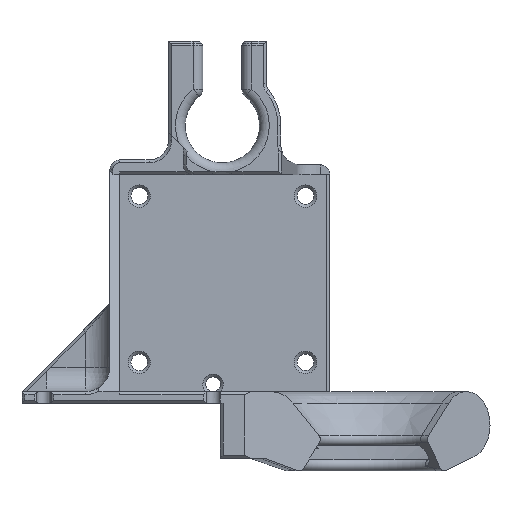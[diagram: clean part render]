
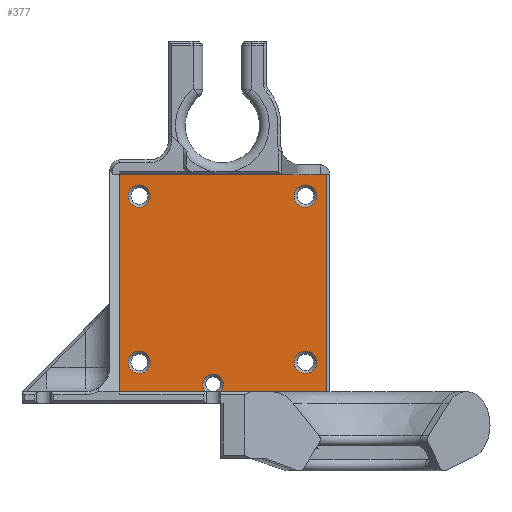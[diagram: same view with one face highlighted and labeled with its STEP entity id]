
A CAD part, left-side view. The second image highlights one B-rep face of the part: STEP entity #377.
In plain terms, the highlighted planar face has unit normal (-1, 0, 0).
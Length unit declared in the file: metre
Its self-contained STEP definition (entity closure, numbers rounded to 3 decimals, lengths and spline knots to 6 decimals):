
#377 = ADVANCED_FACE( '', ( #950, #951, #952, #953, #954 ), #955, .F. );
#950 = FACE_BOUND( '', #2092, .T. );
#951 = FACE_BOUND( '', #2093, .T. );
#952 = FACE_BOUND( '', #2094, .T. );
#953 = FACE_BOUND( '', #2095, .T. );
#954 = FACE_OUTER_BOUND( '', #2096, .T. );
#955 = PLANE( '', #2097 );
#2092 = EDGE_LOOP( '', ( #5100 ) );
#2093 = EDGE_LOOP( '', ( #5101 ) );
#2094 = EDGE_LOOP( '', ( #5102 ) );
#2095 = EDGE_LOOP( '', ( #5103 ) );
#2096 = EDGE_LOOP( '', ( #5104, #5105, #5106, #5107, #5108, #5109 ) );
#2097 = AXIS2_PLACEMENT_3D( '', #5110, #5111, #5112 );
#5100 = ORIENTED_EDGE( '', *, *, #7081, .T. );
#5101 = ORIENTED_EDGE( '', *, *, #6948, .T. );
#5102 = ORIENTED_EDGE( '', *, *, #7082, .T. );
#5103 = ORIENTED_EDGE( '', *, *, #7083, .T. );
#5104 = ORIENTED_EDGE( '', *, *, #7084, .T. );
#5105 = ORIENTED_EDGE( '', *, *, #7085, .T. );
#5106 = ORIENTED_EDGE( '', *, *, #7086, .T. );
#5107 = ORIENTED_EDGE( '', *, *, #7087, .T. );
#5108 = ORIENTED_EDGE( '', *, *, #7088, .T. );
#5109 = ORIENTED_EDGE( '', *, *, #7089, .T. );
#5110 = CARTESIAN_POINT( '', ( 0.0289, 0.014375, 0.05285 ) );
#5111 = DIRECTION( '', ( 1., 0., 0. ) );
#5112 = DIRECTION( '', ( 0., 1., 0. ) );
#6948 = EDGE_CURVE( '', #7917, #7917, #7918, .T. );
#7081 = EDGE_CURVE( '', #8142, #8142, #8143, .T. );
#7082 = EDGE_CURVE( '', #8144, #8144, #8145, .T. );
#7083 = EDGE_CURVE( '', #8146, #8146, #8147, .T. );
#7084 = EDGE_CURVE( '', #8148, #8149, #8150, .T. );
#7085 = EDGE_CURVE( '', #8149, #8151, #8152, .T. );
#7086 = EDGE_CURVE( '', #8151, #8153, #8154, .T. );
#7087 = EDGE_CURVE( '', #8153, #8155, #8156, .T. );
#7088 = EDGE_CURVE( '', #8155, #8157, #8158, .T. );
#7089 = EDGE_CURVE( '', #8157, #8148, #8159, .T. );
#7917 = VERTEX_POINT( '', #9478 );
#7918 = CIRCLE( '', #9479, 0.0023 );
#8142 = VERTEX_POINT( '', #9932 );
#8143 = CIRCLE( '', #9933, 0.0023 );
#8144 = VERTEX_POINT( '', #9934 );
#8145 = CIRCLE( '', #9935, 0.0023 );
#8146 = VERTEX_POINT( '', #9936 );
#8147 = CIRCLE( '', #9937, 0.0023 );
#8148 = VERTEX_POINT( '', #9938 );
#8149 = VERTEX_POINT( '', #9939 );
#8150 = LINE( '', #9940, #9941 );
#8151 = VERTEX_POINT( '', #9942 );
#8152 = CIRCLE( '', #9943, 0.0021 );
#8153 = VERTEX_POINT( '', #9944 );
#8154 = LINE( '', #9945, #9946 );
#8155 = VERTEX_POINT( '', #9947 );
#8156 = LINE( '', #9948, #9949 );
#8157 = VERTEX_POINT( '', #9950 );
#8158 = LINE( '', #9951, #9952 );
#8159 = LINE( '', #9953, #9954 );
#9478 = CARTESIAN_POINT( '', ( 0.0289, 0.04825, 0.0219 ) );
#9479 = AXIS2_PLACEMENT_3D( '', #12172, #12173, #12174 );
#9932 = CARTESIAN_POINT( '', ( 0.0289, 0.04825, 0.0559 ) );
#9933 = AXIS2_PLACEMENT_3D( '', #12343, #12344, #12345 );
#9934 = CARTESIAN_POINT( '', ( 0.0289, 0.01425, 0.0219 ) );
#9935 = AXIS2_PLACEMENT_3D( '', #12346, #12347, #12348 );
#9936 = CARTESIAN_POINT( '', ( 0.0289, 0.01425, 0.0559 ) );
#9937 = AXIS2_PLACEMENT_3D( '', #12349, #12350, #12351 );
#9938 = CARTESIAN_POINT( '', ( 0.0289, 0.05225, 0.0182 ) );
#9939 = CARTESIAN_POINT( '', ( 0.0289, 0.034608, 0.0182 ) );
#9940 = CARTESIAN_POINT( '', ( 0.0289, 0.03075, 0.0182 ) );
#9941 = VECTOR( '', #12352, 1. );
#9942 = CARTESIAN_POINT( '', ( 0.0289, 0.031669, 0.0182 ) );
#9943 = AXIS2_PLACEMENT_3D( '', #12353, #12354, #12355 );
#9944 = CARTESIAN_POINT( '', ( 0.0289, 0.00985, 0.0182 ) );
#9945 = CARTESIAN_POINT( '', ( 0.0289, 0.03075, 0.0182 ) );
#9946 = VECTOR( '', #12356, 1. );
#9947 = CARTESIAN_POINT( '', ( 0.0289, 0.00985, 0.0626 ) );
#9948 = CARTESIAN_POINT( '', ( 0.0289, 0.00985, 0.0626 ) );
#9949 = VECTOR( '', #12357, 1. );
#9950 = CARTESIAN_POINT( '', ( 0.0289, 0.05225, 0.0626 ) );
#9951 = CARTESIAN_POINT( '', ( 0.0289, 0.03075, 0.0626 ) );
#9952 = VECTOR( '', #12358, 1. );
#9953 = CARTESIAN_POINT( '', ( 0.0289, 0.05225, 0.0404 ) );
#9954 = VECTOR( '', #12359, 1. );
#12172 = CARTESIAN_POINT( '', ( 0.0289, 0.04825, 0.0242 ) );
#12173 = DIRECTION( '', ( 1., 0., 0. ) );
#12174 = DIRECTION( '', ( 0., 0., -1. ) );
#12343 = CARTESIAN_POINT( '', ( 0.0289, 0.04825, 0.0582 ) );
#12344 = DIRECTION( '', ( 1., 0., 0. ) );
#12345 = DIRECTION( '', ( 0., 0., -1. ) );
#12346 = CARTESIAN_POINT( '', ( 0.0289, 0.01425, 0.0242 ) );
#12347 = DIRECTION( '', ( 1., 0., 0. ) );
#12348 = DIRECTION( '', ( 0., 0., -1. ) );
#12349 = CARTESIAN_POINT( '', ( 0.0289, 0.01425, 0.0582 ) );
#12350 = DIRECTION( '', ( 1., 0., 0. ) );
#12351 = DIRECTION( '', ( 0., 0., -1. ) );
#12352 = DIRECTION( '', ( 0., -1., 0. ) );
#12353 = CARTESIAN_POINT( '', ( 0.0289, 0.033139, 0.0197 ) );
#12354 = DIRECTION( '', ( 1., 0., 0. ) );
#12355 = DIRECTION( '', ( 0., 0., -1. ) );
#12356 = DIRECTION( '', ( 0., -1., 0. ) );
#12357 = DIRECTION( '', ( 0., 0., 1. ) );
#12358 = DIRECTION( '', ( 0., 1., 0. ) );
#12359 = DIRECTION( '', ( 0., 0., -1. ) );
